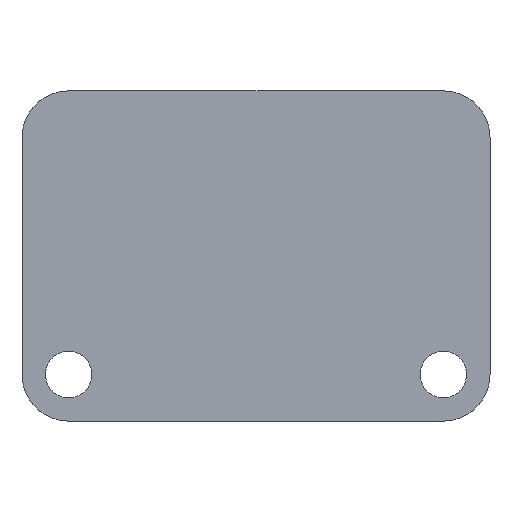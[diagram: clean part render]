
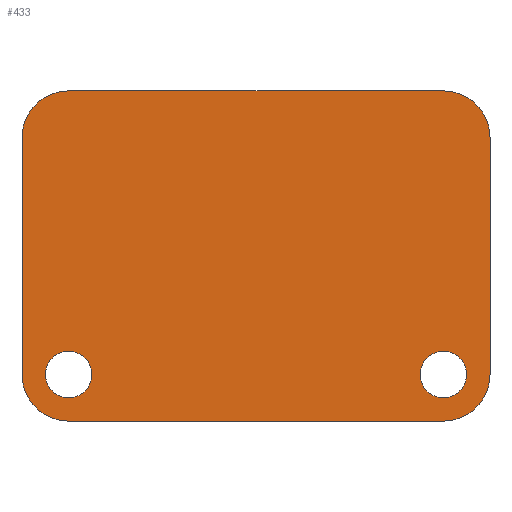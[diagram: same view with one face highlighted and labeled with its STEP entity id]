
A CAD part, front view. The second image highlights one B-rep face of the part: STEP entity #433.
In plain terms, the highlighted planar face has unit normal (0, -1, 0).
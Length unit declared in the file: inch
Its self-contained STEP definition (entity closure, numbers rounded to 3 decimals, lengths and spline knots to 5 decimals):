
#15 = CARTESIAN_POINT ( 'NONE',  ( 0.90394, 0., -0.70866 ) ) ;
#23 = CARTESIAN_POINT ( 'NONE',  ( 1.00394, 0., 0. ) ) ;
#38 = VERTEX_POINT ( 'NONE', #750 ) ;
#40 = DIRECTION ( 'NONE',  ( 0., 1., 0. ) ) ;
#41 = DIRECTION ( 'NONE',  ( 0., 1., 0. ) ) ;
#44 = EDGE_CURVE ( 'NONE', #667, #485, #147, .T. ) ;
#58 = EDGE_CURVE ( 'NONE', #667, #511, #630, .T. ) ;
#65 = ORIENTED_EDGE ( 'NONE', *, *, #823, .T. ) ;
#74 = CARTESIAN_POINT ( 'NONE',  ( 0., 0., -0.60866 ) ) ;
#76 = CARTESIAN_POINT ( 'NONE',  ( 0.1, 0., 0. ) ) ;
#84 = AXIS2_PLACEMENT_3D ( 'NONE', #666, #41, #237 ) ;
#92 = LINE ( 'NONE', #496, #391 ) ;
#97 = LINE ( 'NONE', #23, #617 ) ;
#116 = CIRCLE ( 'NONE', #569, 0.1 ) ;
#120 = ORIENTED_EDGE ( 'NONE', *, *, #58, .F. ) ;
#130 = AXIS2_PLACEMENT_3D ( 'NONE', #500, #700, #442 ) ;
#133 = AXIS2_PLACEMENT_3D ( 'NONE', #333, #40, #329 ) ;
#147 = CIRCLE ( 'NONE', #376, 0.1 ) ;
#150 = EDGE_CURVE ( 'NONE', #623, #175, #644, .T. ) ;
#154 = DIRECTION ( 'NONE',  ( 0., 0., -1. ) ) ;
#175 = VERTEX_POINT ( 'NONE', #421 ) ;
#184 = VECTOR ( 'NONE', #581, 39.37008 ) ;
#198 = DIRECTION ( 'NONE',  ( 0., 0., -1. ) ) ;
#213 = PLANE ( 'NONE',  #225 ) ;
#215 = DIRECTION ( 'NONE',  ( 0., -1., 0. ) ) ;
#218 = EDGE_CURVE ( 'NONE', #790, #234, #645, .T. ) ;
#225 = AXIS2_PLACEMENT_3D ( 'NONE', #639, #215, #702 ) ;
#234 = VERTEX_POINT ( 'NONE', #685 ) ;
#235 = CIRCLE ( 'NONE', #130, 0.05 ) ;
#237 = DIRECTION ( 'NONE',  ( 0., 0., 1. ) ) ;
#251 = AXIS2_PLACEMENT_3D ( 'NONE', #354, #846, #154 ) ;
#267 = CIRCLE ( 'NONE', #584, 0.05 ) ;
#271 = DIRECTION ( 'NONE',  ( 0., -1., 0. ) ) ;
#273 = CARTESIAN_POINT ( 'NONE',  ( 0., 0., 0. ) ) ;
#276 = FACE_BOUND ( 'NONE', #535, .T. ) ;
#319 = CIRCLE ( 'NONE', #84, 0.05 ) ;
#325 = DIRECTION ( 'NONE',  ( 0., 1., 0. ) ) ;
#329 = DIRECTION ( 'NONE',  ( 0., 0., 1. ) ) ;
#333 = CARTESIAN_POINT ( 'NONE',  ( 0.1, 0., -0.60866 ) ) ;
#339 = DIRECTION ( 'NONE',  ( 0., -1., 0. ) ) ;
#340 = EDGE_LOOP ( 'NONE', ( #65, #432 ) ) ;
#354 = CARTESIAN_POINT ( 'NONE',  ( 0.1, 0., -0.1 ) ) ;
#375 = CIRCLE ( 'NONE', #571, 0.1 ) ;
#376 = AXIS2_PLACEMENT_3D ( 'NONE', #885, #271, #824 ) ;
#378 = CARTESIAN_POINT ( 'NONE',  ( 0.90394, 0., -0.1 ) ) ;
#391 = VECTOR ( 'NONE', #637, 39.37008 ) ;
#421 = CARTESIAN_POINT ( 'NONE',  ( 0., 0., -0.1 ) ) ;
#432 = ORIENTED_EDGE ( 'NONE', *, *, #218, .T. ) ;
#433 = ADVANCED_FACE ( 'NONE', ( #774, #276, #830 ), #213, .T. ) ;
#438 = ORIENTED_EDGE ( 'NONE', *, *, #633, .T. ) ;
#442 = DIRECTION ( 'NONE',  ( 0., 0., -1. ) ) ;
#449 = CARTESIAN_POINT ( 'NONE',  ( 1.00394, 0., -0.60866 ) ) ;
#465 = ORIENTED_EDGE ( 'NONE', *, *, #848, .T. ) ;
#485 = VERTEX_POINT ( 'NONE', #449 ) ;
#489 = EDGE_CURVE ( 'NONE', #557, #485, #97, .T. ) ;
#496 = CARTESIAN_POINT ( 'NONE',  ( 0., 0., 0. ) ) ;
#500 = CARTESIAN_POINT ( 'NONE',  ( 0.90394, 0., -0.60866 ) ) ;
#511 = VERTEX_POINT ( 'NONE', #554 ) ;
#515 = VECTOR ( 'NONE', #613, 39.37008 ) ;
#522 = DIRECTION ( 'NONE',  ( 0., 0., -1. ) ) ;
#535 = EDGE_LOOP ( 'NONE', ( #438, #465 ) ) ;
#538 = CARTESIAN_POINT ( 'NONE',  ( 0.1, 0., -0.60866 ) ) ;
#553 = ORIENTED_EDGE ( 'NONE', *, *, #878, .F. ) ;
#554 = CARTESIAN_POINT ( 'NONE',  ( 0.1, 0., -0.70866 ) ) ;
#557 = VERTEX_POINT ( 'NONE', #813 ) ;
#569 = AXIS2_PLACEMENT_3D ( 'NONE', #378, #735, #522 ) ;
#571 = AXIS2_PLACEMENT_3D ( 'NONE', #538, #339, #755 ) ;
#581 = DIRECTION ( 'NONE',  ( -1., 0., 0. ) ) ;
#584 = AXIS2_PLACEMENT_3D ( 'NONE', #822, #325, #198 ) ;
#603 = ORIENTED_EDGE ( 'NONE', *, *, #150, .T. ) ;
#613 = DIRECTION ( 'NONE',  ( 0., 0., 1. ) ) ;
#617 = VECTOR ( 'NONE', #726, 39.37008 ) ;
#623 = VERTEX_POINT ( 'NONE', #76 ) ;
#630 = LINE ( 'NONE', #651, #184 ) ;
#633 = EDGE_CURVE ( 'NONE', #654, #38, #235, .T. ) ;
#637 = DIRECTION ( 'NONE',  ( 1., 0., 0. ) ) ;
#639 = CARTESIAN_POINT ( 'NONE',  ( 0., 0., 0. ) ) ;
#642 = CARTESIAN_POINT ( 'NONE',  ( 0.90394, 0., -0.55866 ) ) ;
#644 = CIRCLE ( 'NONE', #251, 0.1 ) ;
#645 = CIRCLE ( 'NONE', #133, 0.05 ) ;
#651 = CARTESIAN_POINT ( 'NONE',  ( 0., 0., -0.70866 ) ) ;
#654 = VERTEX_POINT ( 'NONE', #642 ) ;
#656 = CARTESIAN_POINT ( 'NONE',  ( 0.90394, 0., 0. ) ) ;
#664 = EDGE_CURVE ( 'NONE', #623, #839, #92, .T. ) ;
#666 = CARTESIAN_POINT ( 'NONE',  ( 0.1, 0., -0.60866 ) ) ;
#667 = VERTEX_POINT ( 'NONE', #15 ) ;
#670 = ORIENTED_EDGE ( 'NONE', *, *, #875, .T. ) ;
#678 = ORIENTED_EDGE ( 'NONE', *, *, #44, .T. ) ;
#685 = CARTESIAN_POINT ( 'NONE',  ( 0.1, 0., -0.55866 ) ) ;
#693 = VERTEX_POINT ( 'NONE', #74 ) ;
#700 = DIRECTION ( 'NONE',  ( 0., 1., 0. ) ) ;
#702 = DIRECTION ( 'NONE',  ( 0., 0., -1. ) ) ;
#724 = EDGE_CURVE ( 'NONE', #557, #839, #116, .T. ) ;
#726 = DIRECTION ( 'NONE',  ( 0., 0., -1. ) ) ;
#730 = EDGE_LOOP ( 'NONE', ( #810, #772, #786, #603, #553, #670, #120, #678 ) ) ;
#731 = CARTESIAN_POINT ( 'NONE',  ( 0.1, 0., -0.65866 ) ) ;
#735 = DIRECTION ( 'NONE',  ( 0., -1., 0. ) ) ;
#750 = CARTESIAN_POINT ( 'NONE',  ( 0.90394, 0., -0.65866 ) ) ;
#755 = DIRECTION ( 'NONE',  ( 0., 0., -1. ) ) ;
#772 = ORIENTED_EDGE ( 'NONE', *, *, #724, .T. ) ;
#774 = FACE_BOUND ( 'NONE', #340, .T. ) ;
#786 = ORIENTED_EDGE ( 'NONE', *, *, #664, .F. ) ;
#790 = VERTEX_POINT ( 'NONE', #731 ) ;
#810 = ORIENTED_EDGE ( 'NONE', *, *, #489, .F. ) ;
#813 = CARTESIAN_POINT ( 'NONE',  ( 1.00394, 0., -0.1 ) ) ;
#822 = CARTESIAN_POINT ( 'NONE',  ( 0.90394, 0., -0.60866 ) ) ;
#823 = EDGE_CURVE ( 'NONE', #234, #790, #319, .T. ) ;
#824 = DIRECTION ( 'NONE',  ( 0., 0., -1. ) ) ;
#830 = FACE_OUTER_BOUND ( 'NONE', #730, .T. ) ;
#839 = VERTEX_POINT ( 'NONE', #656 ) ;
#846 = DIRECTION ( 'NONE',  ( 0., -1., 0. ) ) ;
#848 = EDGE_CURVE ( 'NONE', #38, #654, #267, .T. ) ;
#875 = EDGE_CURVE ( 'NONE', #693, #511, #375, .T. ) ;
#878 = EDGE_CURVE ( 'NONE', #693, #175, #880, .T. ) ;
#880 = LINE ( 'NONE', #273, #515 ) ;
#885 = CARTESIAN_POINT ( 'NONE',  ( 0.90394, 0., -0.60866 ) ) ;
